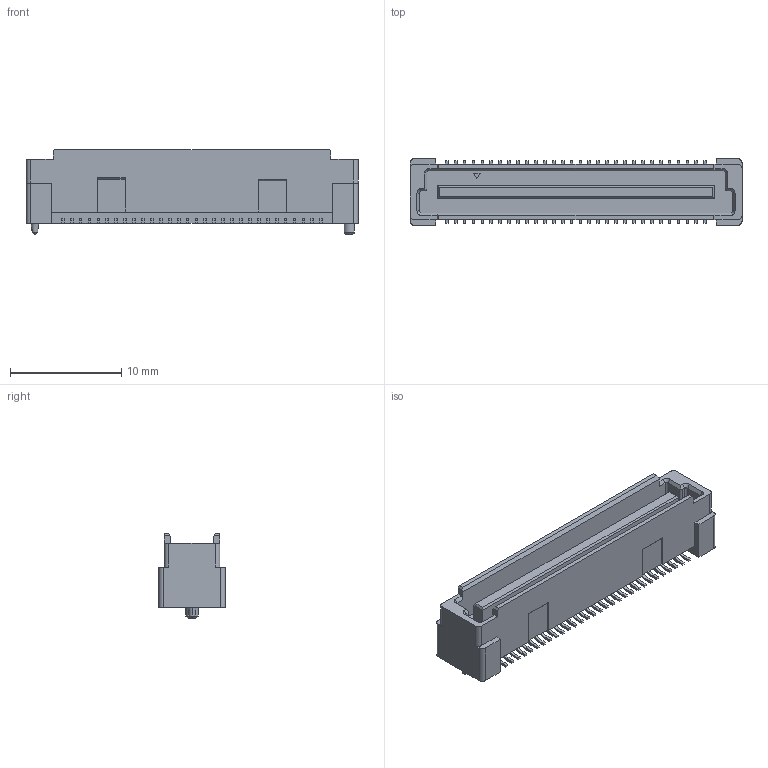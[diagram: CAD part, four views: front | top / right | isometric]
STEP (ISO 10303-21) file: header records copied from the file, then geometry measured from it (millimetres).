
FILE_DESCRIPTION((''),'2;1');
FILE_NAME('C-5179030-2','2018-06-12T',('workeradm'),('TE Connectivity Ltd.'),'CREO PARAMETRIC BY PTC INC, 2016050','CREO PARAMETRIC BY PTC INC, 2016050','');
FILE_SCHEMA(('AUTOMOTIVE_DESIGN { 1 0 10303 214 1 1 1 1 }'));
Length unit declared in the file: millimetre
Products named in the file (1): C-5179030-2
Bounding box: 29.8 x 6 x 7.6 mm (x, y, z)
Volume: 640.1 mm3; surface area: 1167.8 mm2
Topology: 1 solids, 1 shells, 657 faces, 1755 edges, 1164 vertices
Faces by surface type: plane 627, cylinder 18, cone 12
Entity records: 20109 total; most frequent: CARTESIAN_POINT 3606, ORIENTED_EDGE 3510, DIRECTION 3109, EDGE_CURVE 1755, VECTOR 1699, LINE 1699, VERTEX_POINT 1164, EDGE_LOOP 721
